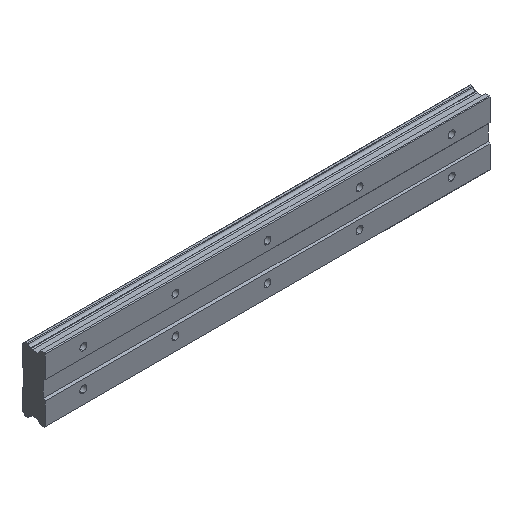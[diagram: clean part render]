
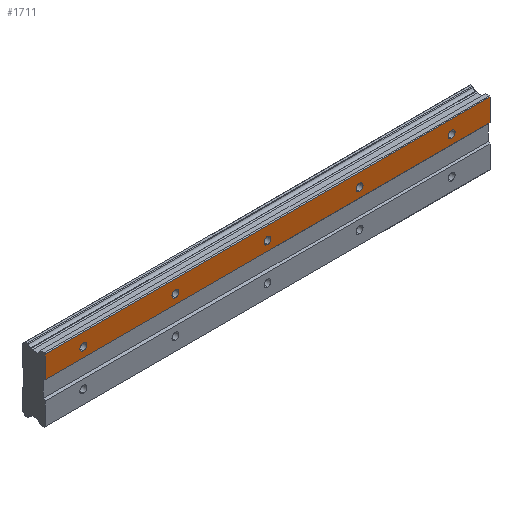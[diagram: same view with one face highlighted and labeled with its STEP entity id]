
A CAD part, isometric view. The second image highlights one B-rep face of the part: STEP entity #1711.
In plain terms, the highlighted planar face has unit normal (0, -1, 0).
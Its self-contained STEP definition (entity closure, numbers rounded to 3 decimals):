
#5 = EDGE_CURVE ( 'NONE', #273, #2315, #1432, .T. ) ;
#32 = CIRCLE ( 'NONE', #1939, 2.25 ) ;
#50 = CARTESIAN_POINT ( 'NONE',  ( 120., 0., 12. ) ) ;
#94 = CARTESIAN_POINT ( 'NONE',  ( 265., 0., 20.5 ) ) ;
#109 = VECTOR ( 'NONE', #1891, 1000. ) ;
#120 = EDGE_CURVE ( 'NONE', #2690, #2108, #835, .T. ) ;
#129 = ORIENTED_EDGE ( 'NONE', *, *, #1031, .F. ) ;
#205 = AXIS2_PLACEMENT_3D ( 'NONE', #50, #2370, #1774 ) ;
#234 = AXIS2_PLACEMENT_3D ( 'NONE', #2058, #952, #1588 ) ;
#240 = DIRECTION ( 'NONE',  ( 0., -1., 0. ) ) ;
#257 = CARTESIAN_POINT ( 'NONE',  ( 240., 0., 12. ) ) ;
#273 = VERTEX_POINT ( 'NONE', #2363 ) ;
#283 = CIRCLE ( 'NONE', #2644, 2.25 ) ;
#303 = CARTESIAN_POINT ( 'NONE',  ( 265., 0., 20.5 ) ) ;
#309 = LINE ( 'NONE', #94, #593 ) ;
#319 = LINE ( 'NONE', #2451, #601 ) ;
#326 = ORIENTED_EDGE ( 'NONE', *, *, #667, .F. ) ;
#330 = CIRCLE ( 'NONE', #1217, 2.25 ) ;
#344 = FACE_BOUND ( 'NONE', #1439, .T. ) ;
#393 = VERTEX_POINT ( 'NONE', #2001 ) ;
#396 = EDGE_CURVE ( 'NONE', #2108, #393, #309, .T. ) ;
#409 = DIRECTION ( 'NONE',  ( 0., -1., 0. ) ) ;
#418 = DIRECTION ( 'NONE',  ( 0., -1., 0. ) ) ;
#429 = CARTESIAN_POINT ( 'NONE',  ( 60., 0., 9.75 ) ) ;
#479 = DIRECTION ( 'NONE',  ( 0., -1., 0. ) ) ;
#508 = VERTEX_POINT ( 'NONE', #1245 ) ;
#510 = DIRECTION ( 'NONE',  ( 0., 0., 1. ) ) ;
#540 = DIRECTION ( 'NONE',  ( 0., 0., 1. ) ) ;
#551 = FACE_BOUND ( 'NONE', #2054, .T. ) ;
#593 = VECTOR ( 'NONE', #973, 1000. ) ;
#601 = VECTOR ( 'NONE', #540, 1000. ) ;
#650 = ORIENTED_EDGE ( 'NONE', *, *, #1770, .F. ) ;
#664 = ORIENTED_EDGE ( 'NONE', *, *, #1421, .F. ) ;
#667 = EDGE_CURVE ( 'NONE', #508, #2335, #330, .T. ) ;
#702 = VERTEX_POINT ( 'NONE', #429 ) ;
#732 = AXIS2_PLACEMENT_3D ( 'NONE', #842, #240, #2113 ) ;
#753 = ORIENTED_EDGE ( 'NONE', *, *, #2374, .F. ) ;
#786 = DIRECTION ( 'NONE',  ( 0., 0., 1. ) ) ;
#835 = LINE ( 'NONE', #1916, #109 ) ;
#836 = CARTESIAN_POINT ( 'NONE',  ( 180., 0., 12. ) ) ;
#839 = LINE ( 'NONE', #1107, #1271 ) ;
#842 = CARTESIAN_POINT ( 'NONE',  ( 0., 0., 12. ) ) ;
#864 = DIRECTION ( 'NONE',  ( 0., 0., 1. ) ) ;
#925 = FACE_BOUND ( 'NONE', #2654, .T. ) ;
#952 = DIRECTION ( 'NONE',  ( 0., -1., 0. ) ) ;
#969 = ORIENTED_EDGE ( 'NONE', *, *, #5, .F. ) ;
#973 = DIRECTION ( 'NONE',  ( 0., 0., -1. ) ) ;
#1031 = EDGE_CURVE ( 'NONE', #393, #2083, #839, .T. ) ;
#1045 = CARTESIAN_POINT ( 'NONE',  ( 0., 0., 14.25 ) ) ;
#1076 = CARTESIAN_POINT ( 'NONE',  ( 120., 0., 14.25 ) ) ;
#1079 = ORIENTED_EDGE ( 'NONE', *, *, #120, .F. ) ;
#1083 = AXIS2_PLACEMENT_3D ( 'NONE', #2331, #418, #1703 ) ;
#1090 = ORIENTED_EDGE ( 'NONE', *, *, #1574, .F. ) ;
#1107 = CARTESIAN_POINT ( 'NONE',  ( 265., 0., 6. ) ) ;
#1149 = EDGE_CURVE ( 'NONE', #2237, #1150, #2431, .T. ) ;
#1150 = VERTEX_POINT ( 'NONE', #1076 ) ;
#1191 = DIRECTION ( 'NONE',  ( 0., 1., 0. ) ) ;
#1217 = AXIS2_PLACEMENT_3D ( 'NONE', #257, #1326, #1764 ) ;
#1236 = EDGE_CURVE ( 'NONE', #2083, #2690, #319, .T. ) ;
#1245 = CARTESIAN_POINT ( 'NONE',  ( 240., 0., 9.75 ) ) ;
#1271 = VECTOR ( 'NONE', #2369, 1000. ) ;
#1283 = ORIENTED_EDGE ( 'NONE', *, *, #2344, .F. ) ;
#1326 = DIRECTION ( 'NONE',  ( 0., -1., 0. ) ) ;
#1335 = ORIENTED_EDGE ( 'NONE', *, *, #2312, .F. ) ;
#1352 = CIRCLE ( 'NONE', #1708, 2.25 ) ;
#1357 = EDGE_LOOP ( 'NONE', ( #129, #1623, #1079, #2541 ) ) ;
#1384 = CARTESIAN_POINT ( 'NONE',  ( 60., 0., 14.25 ) ) ;
#1421 = EDGE_CURVE ( 'NONE', #2396, #2027, #2695, .T. ) ;
#1432 = CIRCLE ( 'NONE', #234, 2.25 ) ;
#1439 = EDGE_LOOP ( 'NONE', ( #1090, #650 ) ) ;
#1459 = DIRECTION ( 'NONE',  ( 0., -1., 0. ) ) ;
#1478 = CARTESIAN_POINT ( 'NONE',  ( 240., 0., 14.25 ) ) ;
#1542 = EDGE_LOOP ( 'NONE', ( #1283, #2651 ) ) ;
#1551 = CARTESIAN_POINT ( 'NONE',  ( -25., 0., 20.5 ) ) ;
#1574 = EDGE_CURVE ( 'NONE', #2075, #702, #283, .T. ) ;
#1588 = DIRECTION ( 'NONE',  ( 0., 0., 1. ) ) ;
#1598 = CARTESIAN_POINT ( 'NONE',  ( -25., 0., 6. ) ) ;
#1623 = ORIENTED_EDGE ( 'NONE', *, *, #396, .F. ) ;
#1703 = DIRECTION ( 'NONE',  ( 0., 0., 1. ) ) ;
#1708 = AXIS2_PLACEMENT_3D ( 'NONE', #2630, #2228, #510 ) ;
#1711 = ADVANCED_FACE ( 'NONE', ( #1810, #925, #2217, #551, #2670, #344 ), #2422, .F. ) ;
#1738 = CARTESIAN_POINT ( 'NONE',  ( 60., 0., 12. ) ) ;
#1764 = DIRECTION ( 'NONE',  ( 0., 0., 1. ) ) ;
#1770 = EDGE_CURVE ( 'NONE', #702, #2075, #1352, .T. ) ;
#1774 = DIRECTION ( 'NONE',  ( 0., 0., 1. ) ) ;
#1810 = FACE_OUTER_BOUND ( 'NONE', #1357, .T. ) ;
#1821 = DIRECTION ( 'NONE',  ( 0., 0., 1. ) ) ;
#1851 = AXIS2_PLACEMENT_3D ( 'NONE', #2482, #409, #2092 ) ;
#1891 = DIRECTION ( 'NONE',  ( 1., 0., 0. ) ) ;
#1916 = CARTESIAN_POINT ( 'NONE',  ( 265., 0., 20.5 ) ) ;
#1939 = AXIS2_PLACEMENT_3D ( 'NONE', #2050, #1459, #786 ) ;
#1960 = EDGE_CURVE ( 'NONE', #2027, #2396, #2288, .T. ) ;
#2001 = CARTESIAN_POINT ( 'NONE',  ( 265., 0., 6. ) ) ;
#2023 = AXIS2_PLACEMENT_3D ( 'NONE', #303, #1191, #1821 ) ;
#2027 = VERTEX_POINT ( 'NONE', #2554 ) ;
#2050 = CARTESIAN_POINT ( 'NONE',  ( 240., 0., 12. ) ) ;
#2054 = EDGE_LOOP ( 'NONE', ( #664, #2674 ) ) ;
#2058 = CARTESIAN_POINT ( 'NONE',  ( 0., 0., 12. ) ) ;
#2075 = VERTEX_POINT ( 'NONE', #1384 ) ;
#2083 = VERTEX_POINT ( 'NONE', #1598 ) ;
#2092 = DIRECTION ( 'NONE',  ( 0., 0., 1. ) ) ;
#2108 = VERTEX_POINT ( 'NONE', #2676 ) ;
#2113 = DIRECTION ( 'NONE',  ( 0., 0., 1. ) ) ;
#2217 = FACE_BOUND ( 'NONE', #2349, .T. ) ;
#2228 = DIRECTION ( 'NONE',  ( 0., -1., 0. ) ) ;
#2237 = VERTEX_POINT ( 'NONE', #2581 ) ;
#2242 = AXIS2_PLACEMENT_3D ( 'NONE', #836, #479, #864 ) ;
#2288 = CIRCLE ( 'NONE', #2242, 2.25 ) ;
#2312 = EDGE_CURVE ( 'NONE', #2315, #273, #2652, .T. ) ;
#2315 = VERTEX_POINT ( 'NONE', #1045 ) ;
#2331 = CARTESIAN_POINT ( 'NONE',  ( 120., 0., 12. ) ) ;
#2335 = VERTEX_POINT ( 'NONE', #1478 ) ;
#2344 = EDGE_CURVE ( 'NONE', #1150, #2237, #2557, .T. ) ;
#2349 = EDGE_LOOP ( 'NONE', ( #753, #326 ) ) ;
#2363 = CARTESIAN_POINT ( 'NONE',  ( 0., 0., 9.75 ) ) ;
#2369 = DIRECTION ( 'NONE',  ( -1., 0., 0. ) ) ;
#2370 = DIRECTION ( 'NONE',  ( 0., -1., 0. ) ) ;
#2374 = EDGE_CURVE ( 'NONE', #2335, #508, #32, .T. ) ;
#2396 = VERTEX_POINT ( 'NONE', #2715 ) ;
#2422 = PLANE ( 'NONE',  #2023 ) ;
#2431 = CIRCLE ( 'NONE', #205, 2.25 ) ;
#2451 = CARTESIAN_POINT ( 'NONE',  ( -25., 0., 20.5 ) ) ;
#2482 = CARTESIAN_POINT ( 'NONE',  ( 180., 0., 12. ) ) ;
#2541 = ORIENTED_EDGE ( 'NONE', *, *, #1236, .F. ) ;
#2543 = DIRECTION ( 'NONE',  ( 0., -1., 0. ) ) ;
#2554 = CARTESIAN_POINT ( 'NONE',  ( 180., 0., 9.75 ) ) ;
#2557 = CIRCLE ( 'NONE', #1083, 2.25 ) ;
#2581 = CARTESIAN_POINT ( 'NONE',  ( 120., 0., 9.75 ) ) ;
#2589 = DIRECTION ( 'NONE',  ( 0., 0., 1. ) ) ;
#2630 = CARTESIAN_POINT ( 'NONE',  ( 60., 0., 12. ) ) ;
#2644 = AXIS2_PLACEMENT_3D ( 'NONE', #1738, #2543, #2589 ) ;
#2651 = ORIENTED_EDGE ( 'NONE', *, *, #1149, .F. ) ;
#2652 = CIRCLE ( 'NONE', #732, 2.25 ) ;
#2654 = EDGE_LOOP ( 'NONE', ( #1335, #969 ) ) ;
#2670 = FACE_BOUND ( 'NONE', #1542, .T. ) ;
#2674 = ORIENTED_EDGE ( 'NONE', *, *, #1960, .F. ) ;
#2676 = CARTESIAN_POINT ( 'NONE',  ( 265., 0., 20.5 ) ) ;
#2690 = VERTEX_POINT ( 'NONE', #1551 ) ;
#2695 = CIRCLE ( 'NONE', #1851, 2.25 ) ;
#2715 = CARTESIAN_POINT ( 'NONE',  ( 180., 0., 14.25 ) ) ;
